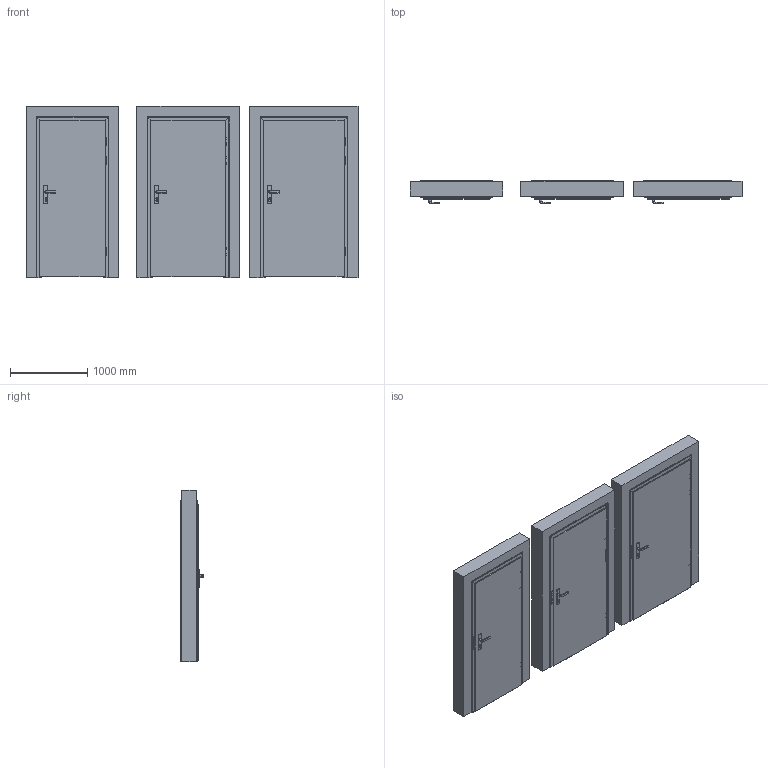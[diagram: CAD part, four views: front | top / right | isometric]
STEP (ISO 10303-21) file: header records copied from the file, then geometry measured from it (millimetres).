
FILE_DESCRIPTION(/* description */ (''),/* implementation_level */ '2;1');
FILE_NAME(/* name */ '050064_A_2-Drzwi akustyczne SILENCE 37dB na ościeżnicy Projekt Bis..stp',/* time_stamp */ '2024-05-20T13:44:00+02:00',/* author */ (''),/* organization */ (''),/* preprocessor_version */ 'ST-DEVELOPER v16',/* originating_system */ 'SIEMENS PLM Software NX 11.0',/* authorisation */ '');
FILE_SCHEMA (('AUTOMOTIVE_DESIGN { 1 0 10303 214 3 1 1 1 }'));
Products named in the file (1): bkni509412BFs0k8
Bounding box: 4306 x 308.45 x 2220 mm (x, y, z)
Volume: 811449292.3 mm3; surface area: 56428677.3 mm2
Topology: 201 solids, 201 shells, 4893 faces, 12111 edges, 7761 vertices
Faces by surface type: plane 2760, cylinder 1089, bspline 672, cone 156, torus 108, sphere 108
Full cylindrical faces by diameter (mm): 4 x3, 6 x18, 7.4 x24, 7.8 x9, 8 x63, 10 x12, 13.5 x18, 15 x45, 17 x3, 18 x6, 30 x6
Entity records: 153236 total; most frequent: CARTESIAN_POINT 40958, ORIENTED_EDGE 23004, DIRECTION 21317, EDGE_CURVE 11502, VERTEX_POINT 7632, LINE 7617, VECTOR 7617, AXIS2_PLACEMENT_3D 6850
